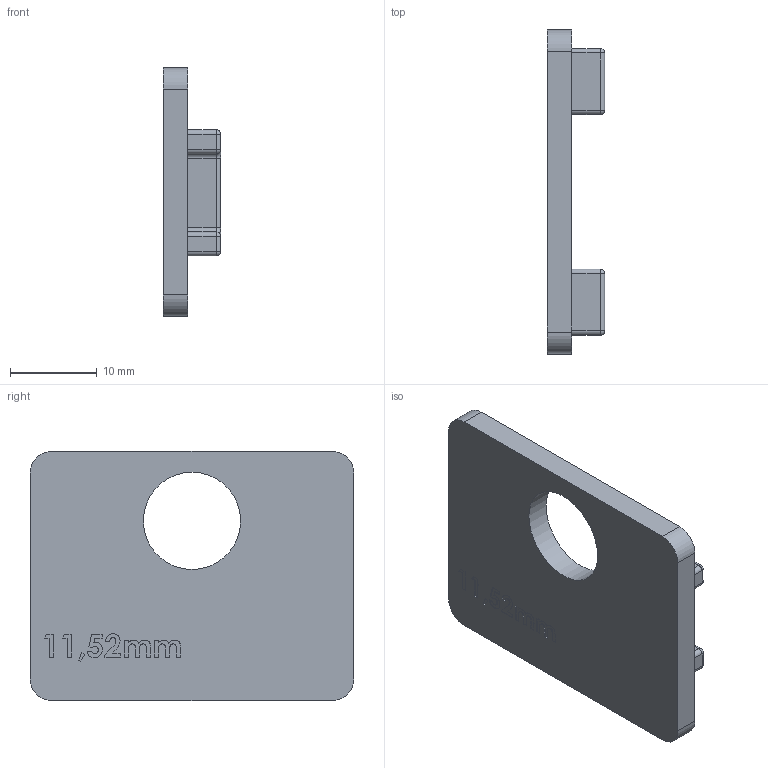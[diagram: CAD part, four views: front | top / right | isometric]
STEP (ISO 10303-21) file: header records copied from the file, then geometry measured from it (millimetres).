
FILE_DESCRIPTION (( 'STEP AP203' ), '1' );
FILE_NAME ('24115-GU.step', '2021-11-25T07:54:58', ( '' ), ( '' ), 'SwSTEP 2.0', 'SolidWorks 2018', '' );
FILE_SCHEMA (( 'CONFIG_CONTROL_DESIGN' ));
Length unit declared in the file: millimetre
Products named in the file (2): 24115-GU
Bounding box: 6.6 x 37.3 x 28.7 mm (x, y, z)
Volume: 3150.3 mm3; surface area: 2792.2 mm2
Topology: 1 solids, 1 shells, 527 faces, 1389 edges, 894 vertices
Faces by surface type: plane 278, bspline 172, cylinder 53, sphere 16, torus 8
Full cylindrical faces by diameter (mm): 11.2 x1
Entity records: 25111 total; most frequent: CARTESIAN_POINT 13127, ORIENTED_EDGE 2744, DIRECTION 1856, EDGE_CURVE 1372, VECTOR 914, LINE 914, VERTEX_POINT 894, EDGE_LOOP 576
